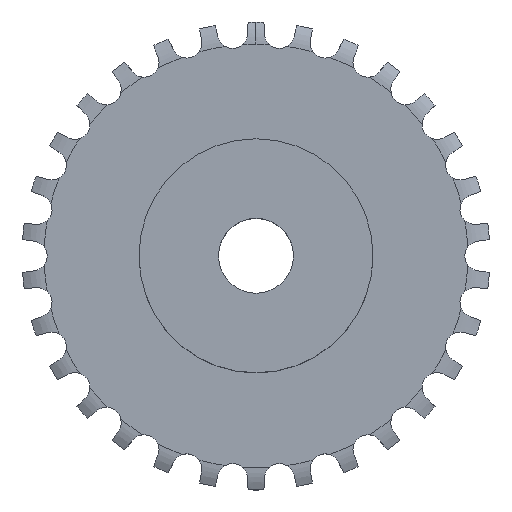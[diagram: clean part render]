
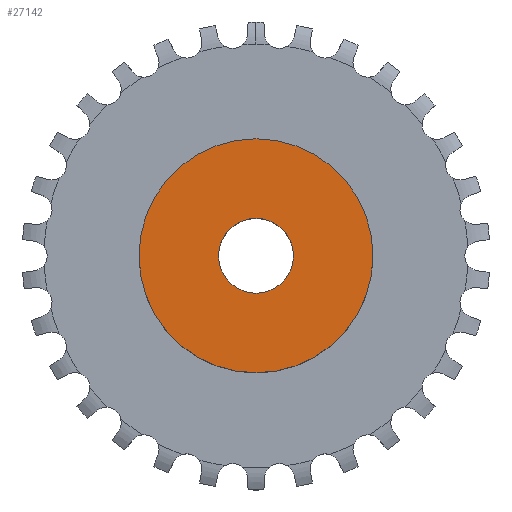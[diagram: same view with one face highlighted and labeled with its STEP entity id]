
A CAD part, top view. The second image highlights one B-rep face of the part: STEP entity #27142.
In plain terms, the highlighted planar face has unit normal (0, 0, 1).
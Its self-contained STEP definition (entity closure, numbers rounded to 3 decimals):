
#4602 = CYLINDRICAL_SURFACE('',#4603,4.);
#4603 = AXIS2_PLACEMENT_3D('',#4604,#4605,#4606);
#4604 = CARTESIAN_POINT('',(0.,0.,5000.));
#4605 = DIRECTION('',(0.,0.,1.));
#4606 = DIRECTION('',(1.,0.,-0.));
#7993 = CYLINDRICAL_SURFACE('',#7994,12.5);
#7994 = AXIS2_PLACEMENT_3D('',#7995,#7996,#7997);
#7995 = CARTESIAN_POINT('',(0.,0.,0.));
#7996 = DIRECTION('',(-0.,-0.,-1.));
#7997 = DIRECTION('',(1.,0.,0.));
#21908 = EDGE_CURVE('',#21909,#21909,#21911,.T.);
#21909 = VERTEX_POINT('',#21910);
#21910 = CARTESIAN_POINT('',(4.,0.,13.85));
#21911 = SURFACE_CURVE('',#21912,(#21917,#21924),.PCURVE_S1.);
#21912 = CIRCLE('',#21913,4.);
#21913 = AXIS2_PLACEMENT_3D('',#21914,#21915,#21916);
#21914 = CARTESIAN_POINT('',(0.,0.,13.85));
#21915 = DIRECTION('',(0.,0.,1.));
#21916 = DIRECTION('',(1.,0.,-0.));
#21917 = PCURVE('',#4602,#21918);
#21918 = DEFINITIONAL_REPRESENTATION('',(#21919),#21923);
#21919 = LINE('',#21920,#21921);
#21920 = CARTESIAN_POINT('',(0.,-4986.15));
#21921 = VECTOR('',#21922,1.);
#21922 = DIRECTION('',(1.,0.));
#21923 = ( GEOMETRIC_REPRESENTATION_CONTEXT(2) 
PARAMETRIC_REPRESENTATION_CONTEXT() REPRESENTATION_CONTEXT('2D SPACE',''
  ) );
#21924 = PCURVE('',#21925,#21930);
#21925 = PLANE('',#21926);
#21926 = AXIS2_PLACEMENT_3D('',#21927,#21928,#21929);
#21927 = CARTESIAN_POINT('',(0.,0.,13.85));
#21928 = DIRECTION('',(-0.,0.,1.));
#21929 = DIRECTION('',(0.,-1.,0.));
#21930 = DEFINITIONAL_REPRESENTATION('',(#21931),#21935);
#21931 = CIRCLE('',#21932,4.);
#21932 = AXIS2_PLACEMENT_2D('',#21933,#21934);
#21933 = CARTESIAN_POINT('',(0.,0.));
#21934 = DIRECTION('',(0.,1.));
#21935 = ( GEOMETRIC_REPRESENTATION_CONTEXT(2) 
PARAMETRIC_REPRESENTATION_CONTEXT() REPRESENTATION_CONTEXT('2D SPACE',''
  ) );
#25329 = VERTEX_POINT('',#25330);
#25330 = CARTESIAN_POINT('',(12.5,0.,13.85));
#25351 = EDGE_CURVE('',#25329,#25329,#25352,.T.);
#25352 = SURFACE_CURVE('',#25353,(#25358,#25365),.PCURVE_S1.);
#25353 = CIRCLE('',#25354,12.5);
#25354 = AXIS2_PLACEMENT_3D('',#25355,#25356,#25357);
#25355 = CARTESIAN_POINT('',(0.,0.,13.85));
#25356 = DIRECTION('',(0.,0.,1.));
#25357 = DIRECTION('',(1.,0.,0.));
#25358 = PCURVE('',#7993,#25359);
#25359 = DEFINITIONAL_REPRESENTATION('',(#25360),#25364);
#25360 = LINE('',#25361,#25362);
#25361 = CARTESIAN_POINT('',(-0.,-13.85));
#25362 = VECTOR('',#25363,1.);
#25363 = DIRECTION('',(-1.,0.));
#25364 = ( GEOMETRIC_REPRESENTATION_CONTEXT(2) 
PARAMETRIC_REPRESENTATION_CONTEXT() REPRESENTATION_CONTEXT('2D SPACE',''
  ) );
#25365 = PCURVE('',#21925,#25366);
#25366 = DEFINITIONAL_REPRESENTATION('',(#25367),#25371);
#25367 = CIRCLE('',#25368,12.5);
#25368 = AXIS2_PLACEMENT_2D('',#25369,#25370);
#25369 = CARTESIAN_POINT('',(0.,0.));
#25370 = DIRECTION('',(0.,1.));
#25371 = ( GEOMETRIC_REPRESENTATION_CONTEXT(2) 
PARAMETRIC_REPRESENTATION_CONTEXT() REPRESENTATION_CONTEXT('2D SPACE',''
  ) );
#27142 = ADVANCED_FACE('',(#27143,#27146),#21925,.T.);
#27143 = FACE_BOUND('',#27144,.T.);
#27144 = EDGE_LOOP('',(#27145));
#27145 = ORIENTED_EDGE('',*,*,#25351,.T.);
#27146 = FACE_BOUND('',#27147,.T.);
#27147 = EDGE_LOOP('',(#27148));
#27148 = ORIENTED_EDGE('',*,*,#21908,.F.);
